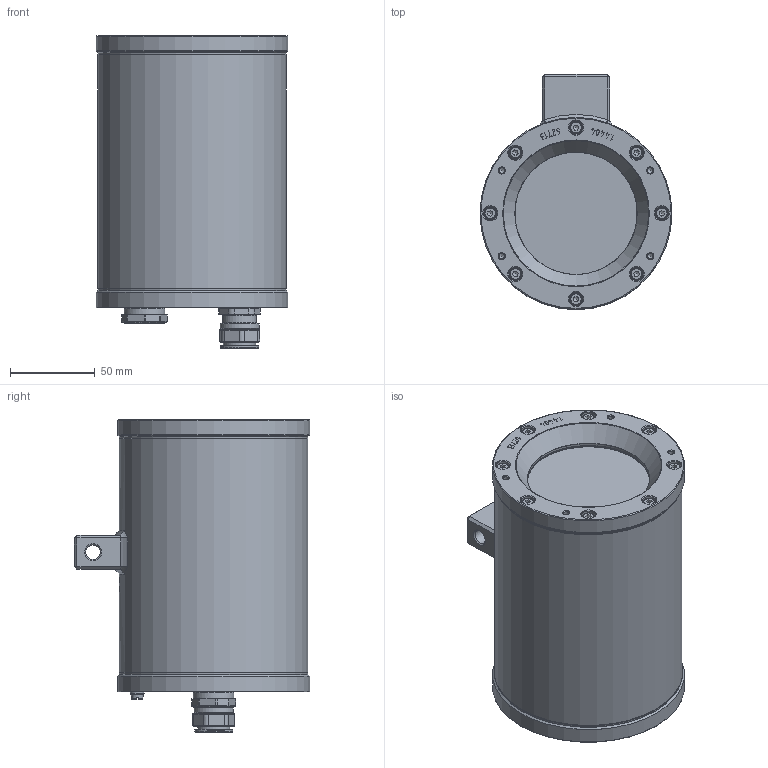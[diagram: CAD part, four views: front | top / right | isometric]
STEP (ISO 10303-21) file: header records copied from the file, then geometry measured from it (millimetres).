
FILE_DESCRIPTION(/* description */ (''),/* implementation_level */ '2;1');
FILE_NAME(/* name */ 'T08-VA2.0.K1.BOR_EX D ENCLOSURE.stp',/* time_stamp */ '2023-05-02T15:09:56+02:00',/* author */ ('Thiemo Gruber'),/* organization */ (''),/* preprocessor_version */ 'ST-DEVELOPER v19.2',/* originating_system */ 'Autodesk Inventor 2023',/* authorisation */ '');
FILE_SCHEMA (('AUTOMOTIVE_DESIGN { 1 0 10303 214 3 1 1 }'));
Products named in the file (27): T08-VA2.0.K1.BOR_EX D ENCLOSURE; T07 VA2.0.K1.BOR; T07 VA2.0.R_rev.01; T07 VA2.0.R_rev.01_1; VA2.0.R_rev.01; Schweißnocken_VA2.x.R_rev.01; VA2.x.BOR (Fase)_rev.01; VA2.x.BOR (Fase)_rev.01_1; VA2.x.BOR_Compound; VA2.x.MAXOS DIN7080-10; VA2.x.BOR Pufferring; VA2.x.Passscheibe; VA2.BOR.Sicherungsring; VA2.x.Flanschdichtung rev.1; VA2.x.K1_(vers.3 rev.06); VA2.x.GYLON Style 3504 blau; Erdungsschraube; DIN 84 - M4 x 10; AS 1237 - 4; DIN 127 - A 4; DIN EN ISO 4762 - M4x12 (VA1.x Gehäuseschrauben); ISO 4762  - M4 x 12; DIN 128 - A4; 8292-12-SS-M20x1,5; KLE ADE 1F Typ5 M20; KLE ADE 1F Typ5 M20_1; KLE Gummieinsatz M20
Assembly tree (41 placements, depth 4):
  T08-VA2.0.K1.BOR_EX D ENCLOSURE
    T07 VA2.0.K1.BOR
      T07 VA2.0.R_rev.01
        T07 VA2.0.R_rev.01_1
        VA2.0.R_rev.01
        Schweißnocken_VA2.x.R_rev.01
      VA2.x.BOR (Fase)_rev.01
        VA2.x.BOR (Fase)_rev.01_1
        VA2.x.BOR_Compound
        VA2.x.MAXOS DIN7080-10
        VA2.x.BOR Pufferring
        VA2.x.Passscheibe
        VA2.BOR.Sicherungsring
        VA2.x.Flanschdichtung rev.1
      VA2.x.K1_(vers.3 rev.06)
      VA2.x.GYLON Style 3504 blau
      Erdungsschraube
        DIN 84 - M4 x 10
        AS 1237 - 4
        DIN 127 - A 4
      DIN EN ISO 4762 - M4x12 (VA1.x Gehäuseschrauben)  x16
        ISO 4762  - M4 x 12
        DIN 128 - A4
    8292-12-SS-M20x1,5
    KLE ADE 1F Typ5 M20
      KLE ADE 1F Typ5 M20_1
      KLE Gummieinsatz M20
Bounding box: 113 x 138.5 x 184 mm (x, y, z)
Volume: 546658 mm3; surface area: 241395.2 mm2
Topology: 52 solids, 52 shells, 3482 faces, 8733 edges, 5512 vertices
Faces by surface type: plane 1377, bspline 1059, cylinder 561, torus 295, cone 176, sphere 14
Full cylindrical faces by diameter (mm): 2.459 x4, 3.2 x2, 3.242 x26, 3.621 x1, 3.8 x16, 4 x17, 4.3 x1, 4.5 x16, 7 x16, 8 x17, 8.5 x1, 9.2 x1, 15.5 x1, 16.197 x1, 16.2 x1, 16.4 x1, 18.376 x2, 19 x1, 20 x3, 22.5 x1, 23 x1, 24 x1, 71 x2, 72 x3, 80 x2, 81.8 x1, 83 x2, 84 x1, 85 x2, 88 x1
Entity records: 102789 total; most frequent: CARTESIAN_POINT 36009, ORIENTED_EDGE 14522, DIRECTION 11391, EDGE_CURVE 7261, VERTEX_POINT 4642, LINE 3801, VECTOR 3801, AXIS2_PLACEMENT_3D 3795
